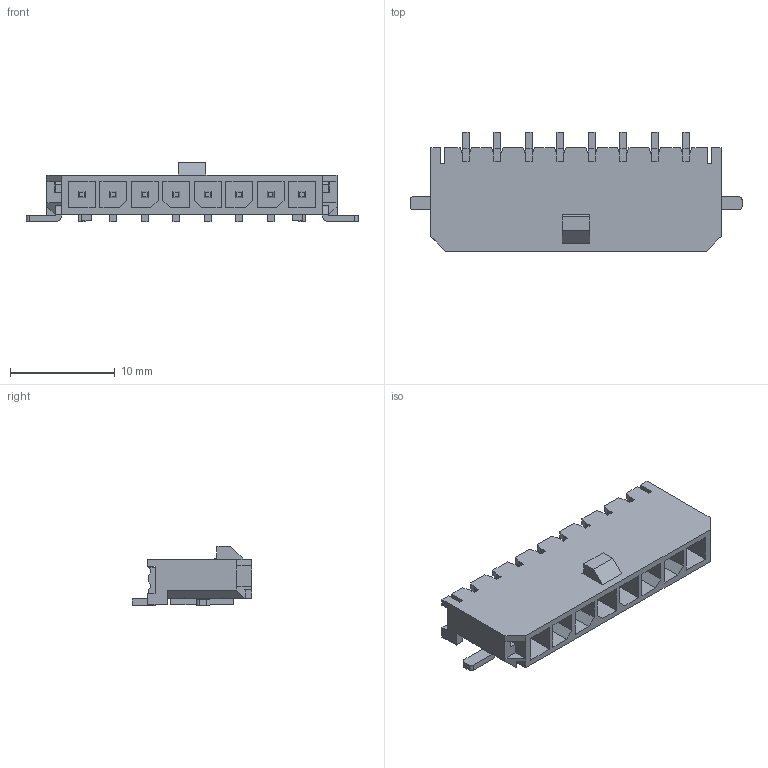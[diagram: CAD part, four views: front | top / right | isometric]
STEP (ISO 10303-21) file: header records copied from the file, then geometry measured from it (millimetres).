
FILE_DESCRIPTION(/* description */ ('Unknown'),/* implementation_level */ '2;1');
FILE_NAME(/* name */ '662108145024',/* time_stamp */ '2023-04-14T15:40:29+02:00',/* author */ ('Unknown'),/* organization */ ('Unknown'),/* preprocessor_version */ 'ST-DEVELOPER v18.102',/* originating_system */ 'Solid Edge',/* authorisation */ 'Unknown');
FILE_SCHEMA (('AUTOMOTIVE_DESIGN {1 0 10303 214 3 1 1}'));
Length unit declared in the file: millimetre
Products named in the file (4): 6621xx145024; 662108145021; 6621xx145024_PIN; 6621xx14502y_MASSE
Assembly tree (11 placements, depth 2):
  6621xx145024
    662108145021
    6621xx145024_PIN  x8
    6621xx14502y_MASSE  x2
Bounding box: 31.65 x 11.35 x 5.64 mm (x, y, z)
Volume: 664.6 mm3; surface area: 1851.8 mm2
Topology: 11 solids, 11 shells, 554 faces, 1497 edges, 960 vertices
Faces by surface type: plane 539, cylinder 15
Full cylindrical faces by diameter (mm): 0.8 x2
Entity records: 10811 total; most frequent: CARTESIAN_POINT 1878, ORIENTED_EDGE 1864, DIRECTION 1632, EDGE_CURVE 932, LINE 916, VECTOR 916, VERTEX_POINT 604, AXIS2_PLACEMENT_3D 358
